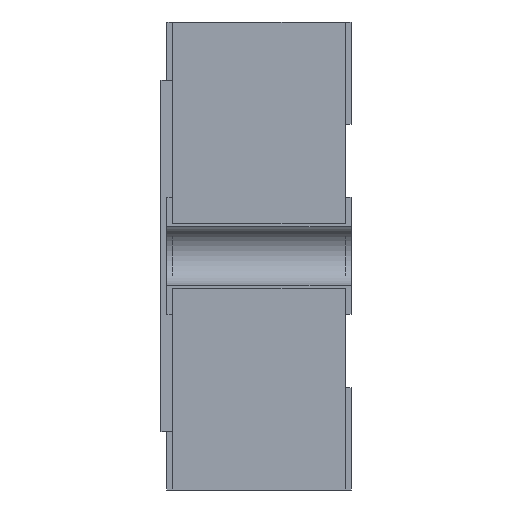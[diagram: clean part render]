
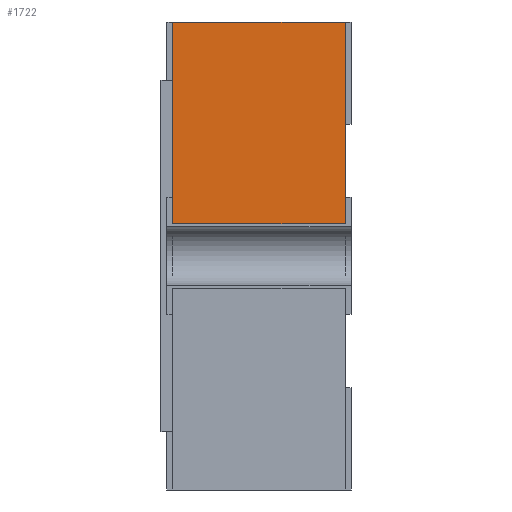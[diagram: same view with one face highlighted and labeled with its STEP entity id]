
A CAD part, left-side view. The second image highlights one B-rep face of the part: STEP entity #1722.
In plain terms, the highlighted planar face has unit normal (-1, 0, 0).
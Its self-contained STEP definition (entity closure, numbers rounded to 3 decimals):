
#39 = CARTESIAN_POINT ( 'NONE',  ( -1.6, 2.439, 0.8 ) ) ;
#88 = CARTESIAN_POINT ( 'NONE',  ( -1.6, 0.61, 0.2 ) ) ;
#161 = EDGE_CURVE ( 'NONE', #1249, #1786, #1750, .T. ) ;
#374 = LINE ( 'NONE', #5663, #3229 ) ;
#572 = LINE ( 'NONE', #88, #1419 ) ;
#947 = DIRECTION ( 'NONE',  ( 1., 0., 0. ) ) ;
#1090 = DIRECTION ( 'NONE',  ( 0., -1., 0. ) ) ;
#1092 = VERTEX_POINT ( 'NONE', #5146 ) ;
#1220 = FACE_OUTER_BOUND ( 'NONE', #4055, .T. ) ;
#1249 = VERTEX_POINT ( 'NONE', #4281 ) ;
#1419 = VECTOR ( 'NONE', #5518, 1000. ) ;
#1547 = VERTEX_POINT ( 'NONE', #4956 ) ;
#1722 = ADVANCED_FACE ( 'NONE', ( #1220 ), #2243, .F. ) ;
#1750 = LINE ( 'NONE', #2947, #4534 ) ;
#1786 = VERTEX_POINT ( 'NONE', #5492 ) ;
#1814 = EDGE_CURVE ( 'NONE', #1249, #1092, #572, .T. ) ;
#1850 = ORIENTED_EDGE ( 'NONE', *, *, #3746, .F. ) ;
#2154 = ORIENTED_EDGE ( 'NONE', *, *, #4508, .T. ) ;
#2243 = PLANE ( 'NONE',  #4825 ) ;
#2421 = ORIENTED_EDGE ( 'NONE', *, *, #1814, .F. ) ;
#2947 = CARTESIAN_POINT ( 'NONE',  ( -1.6, 0., 0.11 ) ) ;
#3229 = VECTOR ( 'NONE', #1090, 1000. ) ;
#3403 = DIRECTION ( 'NONE',  ( 0., -1., 0. ) ) ;
#3461 = CARTESIAN_POINT ( 'NONE',  ( -1.6, 0.02, 0.8 ) ) ;
#3746 = EDGE_CURVE ( 'NONE', #1092, #1547, #374, .T. ) ;
#3899 = DIRECTION ( 'NONE',  ( 0., 0., 1. ) ) ;
#4055 = EDGE_LOOP ( 'NONE', ( #1850, #2421, #4555, #2154 ) ) ;
#4143 = VECTOR ( 'NONE', #3899, 1000. ) ;
#4281 = CARTESIAN_POINT ( 'NONE',  ( -1.6, 0.61, 0.11 ) ) ;
#4508 = EDGE_CURVE ( 'NONE', #1786, #1547, #5295, .T. ) ;
#4534 = VECTOR ( 'NONE', #3403, 1000. ) ;
#4555 = ORIENTED_EDGE ( 'NONE', *, *, #161, .T. ) ;
#4599 = DIRECTION ( 'NONE',  ( 0., 0., -1. ) ) ;
#4825 = AXIS2_PLACEMENT_3D ( 'NONE', #39, #947, #4599 ) ;
#4956 = CARTESIAN_POINT ( 'NONE',  ( -1.6, 0.02, 0.8 ) ) ;
#5146 = CARTESIAN_POINT ( 'NONE',  ( -1.6, 0.61, 0.8 ) ) ;
#5295 = LINE ( 'NONE', #3461, #4143 ) ;
#5492 = CARTESIAN_POINT ( 'NONE',  ( -1.6, 0.02, 0.11 ) ) ;
#5518 = DIRECTION ( 'NONE',  ( 0., 0., 1. ) ) ;
#5663 = CARTESIAN_POINT ( 'NONE',  ( -1.6, 2.439, 0.8 ) ) ;
